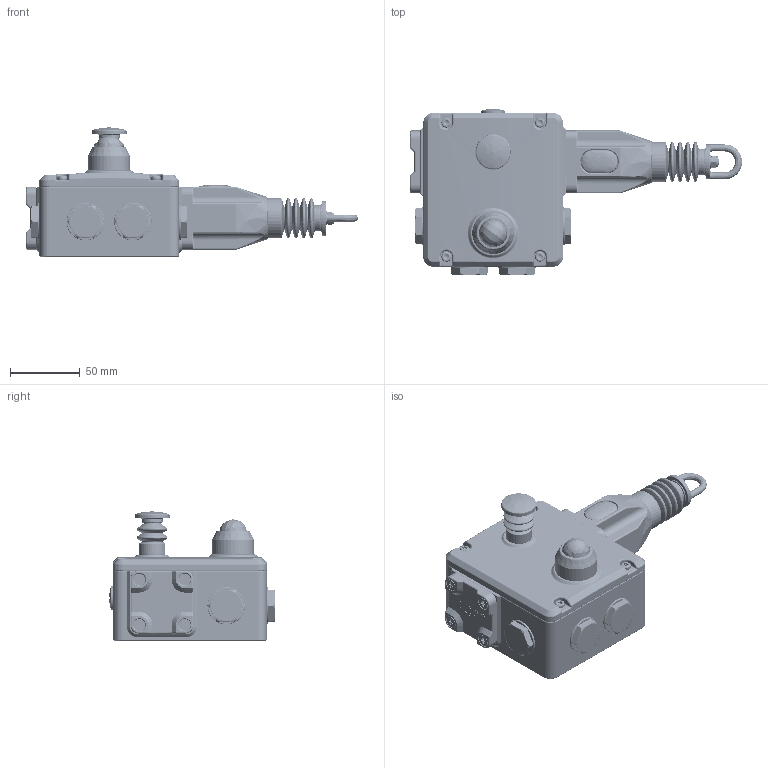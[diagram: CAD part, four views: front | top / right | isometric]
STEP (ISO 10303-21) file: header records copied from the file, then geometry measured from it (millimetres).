
FILE_DESCRIPTION (( 'STEP AP214' ), '1' );
FILE_NAME ('GLHL-141055-AS.STEP', '2021-06-11T13:15:26', ( '' ), ( '' ), 'SwSTEP 2.0', 'SolidWorks 2021', '' );
FILE_SCHEMA (( 'AUTOMOTIVE_DESIGN' ));
Length unit declared in the file: inch
Products named in the file (1): GLHL-141055-AS
Bounding box: 237.6 x 118.95 x 92.5 mm (x, y, z)
Volume: 300000.2 mm3; surface area: 184166.2 mm2
Topology: 41 solids, 41 shells, 4536 faces, 11035 edges, 6677 vertices
Faces by surface type: cylinder 1448, plane 1445, bspline 1119, cone 332, torus 184, sphere 8
Full cylindrical faces by diameter (mm): 19.05 x2
Entity records: 178491 total; most frequent: CARTESIAN_POINT 78545, ORIENTED_EDGE 21890, DIRECTION 19315, EDGE_CURVE 10945, AXIS2_PLACEMENT_3D 7112, VERTEX_POINT 6675, VECTOR 5091, LINE 5091
